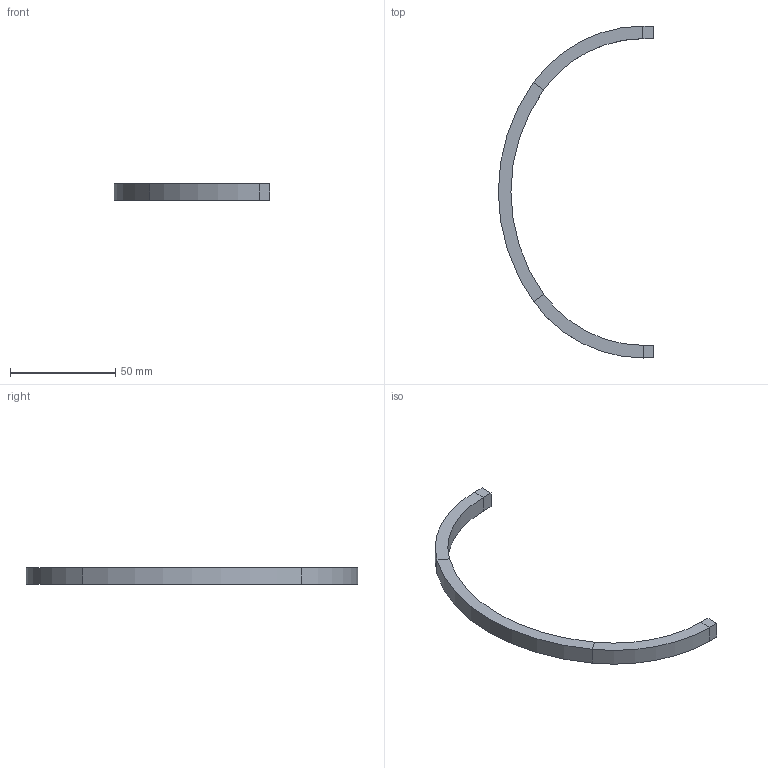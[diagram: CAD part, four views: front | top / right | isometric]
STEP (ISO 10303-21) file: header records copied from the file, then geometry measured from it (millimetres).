
FILE_DESCRIPTION(('CATIA V6 STEP','CAx-IF Rec.Pracs.--- Model Styling and Organization---1.4--- 2014-01-23'),'2;1');
FILE_NAME('128836-01 FACESHIELD FOAM A.1 Released.stp','2020-04-04T19:45:29+00:00',('none'),('none'),'3DEXPERIENCE Platform3DEXPERIENCE R2017x HotFix 12','3DEXPERIENCE Platform STEP AP214','none');
FILE_SCHEMA(('AUTOMOTIVE_DESIGN { 1 0 10303 214 1 1 1 1 }'));
Length unit declared in the file: millimetre
Products named in the file (1): 3D Shape00126757
Bounding box: 73.79 x 157.61 x 8 mm (x, y, z)
Volume: 11196.8 mm3; surface area: 6627.5 mm2
Topology: 1 solids, 1 shells, 22 faces, 44 edges, 24 vertices
Faces by surface type: plane 16, cylinder 6
Entity records: 571 total; most frequent: CARTESIAN_POINT 91, DIRECTION 88, ORIENTED_EDGE 88, EDGE_CURVE 44, AXIS2_PLACEMENT_3D 35, VECTOR 32, LINE 32, VERTEX_POINT 24
